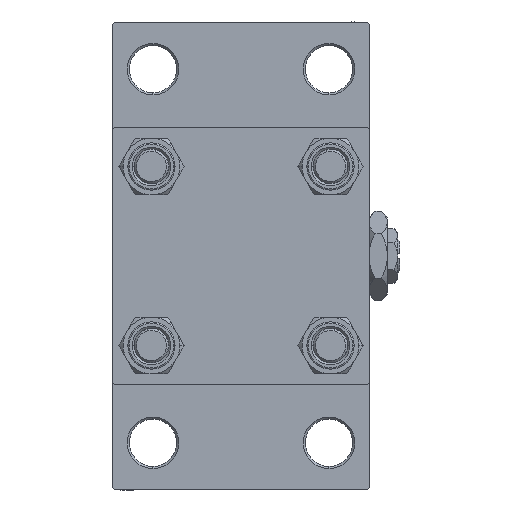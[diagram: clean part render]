
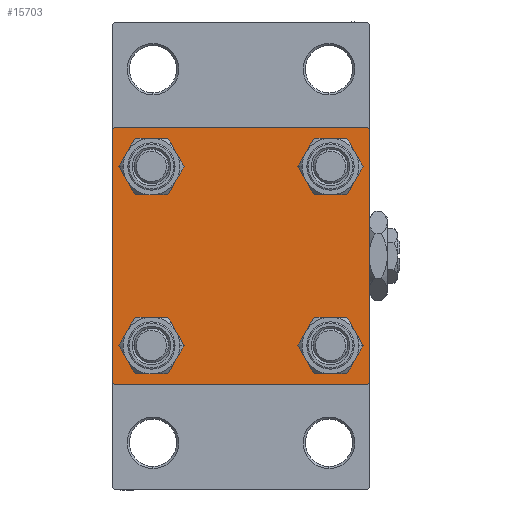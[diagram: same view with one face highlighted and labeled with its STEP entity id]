
A CAD part, left-side view. The second image highlights one B-rep face of the part: STEP entity #15703.
In plain terms, the highlighted planar face has unit normal (-1, 0, 0).
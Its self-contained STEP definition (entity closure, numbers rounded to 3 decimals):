
#31 = ORIENTED_EDGE ( 'NONE', *, *, #28514, .T. ) ;
#931 = CARTESIAN_POINT ( 'NONE',  ( 0., 29.75, -29.75 ) ) ;
#1176 = DIRECTION ( 'NONE',  ( 0., -0.707, -0.707 ) ) ;
#1978 = AXIS2_PLACEMENT_3D ( 'NONE', #20920, #5227, #1990 ) ;
#1990 = DIRECTION ( 'NONE',  ( 0., 0., 1. ) ) ;
#2031 = LINE ( 'NONE', #13503, #36792 ) ;
#2400 = EDGE_CURVE ( 'NONE', #47797, #19276, #2031, .T. ) ;
#2531 = VERTEX_POINT ( 'NONE', #12947 ) ;
#2809 = LINE ( 'NONE', #6303, #39370 ) ;
#3396 = ORIENTED_EDGE ( 'NONE', *, *, #44654, .T. ) ;
#3511 = EDGE_CURVE ( 'NONE', #2531, #11196, #33676, .T. ) ;
#3933 = DIRECTION ( 'NONE',  ( 1., 0., 0. ) ) ;
#4078 = DIRECTION ( 'NONE',  ( 0., 0., 1. ) ) ;
#4324 = ORIENTED_EDGE ( 'NONE', *, *, #3511, .T. ) ;
#4715 = EDGE_CURVE ( 'NONE', #14568, #23653, #45581, .T. ) ;
#4823 = CARTESIAN_POINT ( 'NONE',  ( 0., -20.85, 16.35 ) ) ;
#4932 = VECTOR ( 'NONE', #27403, 1000. ) ;
#5227 = DIRECTION ( 'NONE',  ( -1., 0., 0. ) ) ;
#5717 = VERTEX_POINT ( 'NONE', #35394 ) ;
#5891 = CARTESIAN_POINT ( 'NONE',  ( 0., -29.5, -30. ) ) ;
#6108 = DIRECTION ( 'NONE',  ( 0., 0.707, 0.707 ) ) ;
#6303 = CARTESIAN_POINT ( 'NONE',  ( 0., 30., 30. ) ) ;
#6606 = CARTESIAN_POINT ( 'NONE',  ( 0., -30., 29.5 ) ) ;
#7465 = VERTEX_POINT ( 'NONE', #8678 ) ;
#7555 = CIRCLE ( 'NONE', #10766, 4.5 ) ;
#7570 = DIRECTION ( 'NONE',  ( 1., 0., 0. ) ) ;
#7769 = CARTESIAN_POINT ( 'NONE',  ( 0., 20.85, 20.85 ) ) ;
#7954 = EDGE_CURVE ( 'NONE', #23236, #16413, #46653, .T. ) ;
#8049 = EDGE_CURVE ( 'NONE', #16413, #31745, #2809, .T. ) ;
#8652 = CARTESIAN_POINT ( 'NONE',  ( 0., 30., 30. ) ) ;
#8678 = CARTESIAN_POINT ( 'NONE',  ( 0., 20.85, 16.35 ) ) ;
#9477 = VERTEX_POINT ( 'NONE', #42675 ) ;
#9591 = DIRECTION ( 'NONE',  ( 0., 0., 1. ) ) ;
#9720 = CIRCLE ( 'NONE', #31163, 4.5 ) ;
#9894 = ORIENTED_EDGE ( 'NONE', *, *, #2400, .T. ) ;
#10348 = VERTEX_POINT ( 'NONE', #29863 ) ;
#10540 = DIRECTION ( 'NONE',  ( 0., 0., -1. ) ) ;
#10725 = EDGE_CURVE ( 'NONE', #19276, #10348, #35243, .T. ) ;
#10766 = AXIS2_PLACEMENT_3D ( 'NONE', #21788, #47888, #44134 ) ;
#11180 = CARTESIAN_POINT ( 'NONE',  ( 0., -20.85, 20.85 ) ) ;
#11196 = VERTEX_POINT ( 'NONE', #22895 ) ;
#11505 = CARTESIAN_POINT ( 'NONE',  ( 0., -20.85, 20.85 ) ) ;
#11824 = AXIS2_PLACEMENT_3D ( 'NONE', #44679, #40703, #47683 ) ;
#12148 = CARTESIAN_POINT ( 'NONE',  ( 0., -29.75, -29.75 ) ) ;
#12947 = CARTESIAN_POINT ( 'NONE',  ( 0., 20.85, -25.35 ) ) ;
#13461 = FACE_BOUND ( 'NONE', #40660, .T. ) ;
#13503 = CARTESIAN_POINT ( 'NONE',  ( 0., 30., -30. ) ) ;
#13882 = DIRECTION ( 'NONE',  ( 1., 0., 0. ) ) ;
#14332 = ORIENTED_EDGE ( 'NONE', *, *, #16379, .T. ) ;
#14568 = VERTEX_POINT ( 'NONE', #29419 ) ;
#15479 = LINE ( 'NONE', #46034, #4932 ) ;
#15655 = AXIS2_PLACEMENT_3D ( 'NONE', #7769, #25710, #18724 ) ;
#15703 = ADVANCED_FACE ( 'NONE', ( #29116, #40271, #13461, #32829, #35828 ), #39781, .T. ) ;
#16363 = DIRECTION ( 'NONE',  ( 0., -1., 0. ) ) ;
#16379 = EDGE_CURVE ( 'NONE', #9477, #5717, #7555, .T. ) ;
#16413 = VERTEX_POINT ( 'NONE', #25759 ) ;
#18083 = VECTOR ( 'NONE', #1176, 1000. ) ;
#18724 = DIRECTION ( 'NONE',  ( 0., 0., 1. ) ) ;
#19059 = ORIENTED_EDGE ( 'NONE', *, *, #10725, .T. ) ;
#19276 = VERTEX_POINT ( 'NONE', #5891 ) ;
#20343 = LINE ( 'NONE', #8652, #34776 ) ;
#20555 = CIRCLE ( 'NONE', #11824, 4.5 ) ;
#20653 = ORIENTED_EDGE ( 'NONE', *, *, #4715, .T. ) ;
#20920 = CARTESIAN_POINT ( 'NONE',  ( 0., 0., 0. ) ) ;
#21065 = ORIENTED_EDGE ( 'NONE', *, *, #48427, .T. ) ;
#21299 = CARTESIAN_POINT ( 'NONE',  ( 0., 20.85, 25.35 ) ) ;
#21375 = CIRCLE ( 'NONE', #32470, 4.5 ) ;
#21788 = CARTESIAN_POINT ( 'NONE',  ( 0., -20.85, -20.85 ) ) ;
#21856 = CARTESIAN_POINT ( 'NONE',  ( 0., 29.5, 30. ) ) ;
#22895 = CARTESIAN_POINT ( 'NONE',  ( 0., 20.85, -16.35 ) ) ;
#22926 = CIRCLE ( 'NONE', #23753, 4.5 ) ;
#23187 = DIRECTION ( 'NONE',  ( 1., 0., 0. ) ) ;
#23236 = VERTEX_POINT ( 'NONE', #21856 ) ;
#23653 = VERTEX_POINT ( 'NONE', #4823 ) ;
#23753 = AXIS2_PLACEMENT_3D ( 'NONE', #11180, #3933, #45695 ) ;
#24308 = LINE ( 'NONE', #931, #18083 ) ;
#24459 = EDGE_CURVE ( 'NONE', #31745, #47797, #24308, .T. ) ;
#25265 = CARTESIAN_POINT ( 'NONE',  ( 0., 20.85, -20.85 ) ) ;
#25710 = DIRECTION ( 'NONE',  ( 1., 0., 0. ) ) ;
#25759 = CARTESIAN_POINT ( 'NONE',  ( 0., 30., 29.5 ) ) ;
#25801 = CARTESIAN_POINT ( 'NONE',  ( 0., -20.85, -20.85 ) ) ;
#26155 = ORIENTED_EDGE ( 'NONE', *, *, #41078, .T. ) ;
#26373 = EDGE_LOOP ( 'NONE', ( #3396, #21065 ) ) ;
#26728 = CARTESIAN_POINT ( 'NONE',  ( 0., 20.85, -20.85 ) ) ;
#27403 = DIRECTION ( 'NONE',  ( 0., 0., -1. ) ) ;
#28514 = EDGE_CURVE ( 'NONE', #23653, #14568, #22926, .T. ) ;
#28678 = ORIENTED_EDGE ( 'NONE', *, *, #37647, .F. ) ;
#29116 = FACE_BOUND ( 'NONE', #31645, .T. ) ;
#29419 = CARTESIAN_POINT ( 'NONE',  ( 0., -20.85, 25.35 ) ) ;
#29610 = ORIENTED_EDGE ( 'NONE', *, *, #48457, .T. ) ;
#29863 = CARTESIAN_POINT ( 'NONE',  ( 0., -30., -29.5 ) ) ;
#30558 = CARTESIAN_POINT ( 'NONE',  ( 0., -29.5, 30. ) ) ;
#30622 = VECTOR ( 'NONE', #39198, 1000. ) ;
#30653 = VERTEX_POINT ( 'NONE', #21299 ) ;
#31163 = AXIS2_PLACEMENT_3D ( 'NONE', #26728, #7570, #4078 ) ;
#31645 = EDGE_LOOP ( 'NONE', ( #20653, #31 ) ) ;
#31745 = VERTEX_POINT ( 'NONE', #40179 ) ;
#32470 = AXIS2_PLACEMENT_3D ( 'NONE', #25801, #13882, #48432 ) ;
#32724 = LINE ( 'NONE', #35959, #44913 ) ;
#32829 = FACE_BOUND ( 'NONE', #26373, .T. ) ;
#33158 = VERTEX_POINT ( 'NONE', #30558 ) ;
#33675 = VERTEX_POINT ( 'NONE', #6606 ) ;
#33676 = CIRCLE ( 'NONE', #47949, 4.5 ) ;
#33704 = AXIS2_PLACEMENT_3D ( 'NONE', #11505, #23187, #38817 ) ;
#33873 = ORIENTED_EDGE ( 'NONE', *, *, #46928, .F. ) ;
#33923 = CIRCLE ( 'NONE', #15655, 4.5 ) ;
#34776 = VECTOR ( 'NONE', #16363, 1000. ) ;
#35243 = LINE ( 'NONE', #12148, #30622 ) ;
#35394 = CARTESIAN_POINT ( 'NONE',  ( 0., -20.85, -16.35 ) ) ;
#35721 = CARTESIAN_POINT ( 'NONE',  ( 0., 29.75, 29.75 ) ) ;
#35828 = FACE_OUTER_BOUND ( 'NONE', #41111, .T. ) ;
#35959 = CARTESIAN_POINT ( 'NONE',  ( 0., -29.75, 29.75 ) ) ;
#36232 = VECTOR ( 'NONE', #43399, 1000. ) ;
#36792 = VECTOR ( 'NONE', #44782, 1000. ) ;
#37182 = EDGE_LOOP ( 'NONE', ( #29610, #14332 ) ) ;
#37368 = EDGE_CURVE ( 'NONE', #11196, #2531, #9720, .T. ) ;
#37647 = EDGE_CURVE ( 'NONE', #33675, #10348, #15479, .T. ) ;
#38796 = CARTESIAN_POINT ( 'NONE',  ( 0., 29.5, -30. ) ) ;
#38817 = DIRECTION ( 'NONE',  ( 0., 0., 1. ) ) ;
#39198 = DIRECTION ( 'NONE',  ( 0., -0.707, 0.707 ) ) ;
#39370 = VECTOR ( 'NONE', #10540, 1000. ) ;
#39781 = PLANE ( 'NONE',  #1978 ) ;
#40179 = CARTESIAN_POINT ( 'NONE',  ( 0., 30., -29.5 ) ) ;
#40271 = FACE_BOUND ( 'NONE', #37182, .T. ) ;
#40660 = EDGE_LOOP ( 'NONE', ( #43719, #4324 ) ) ;
#40703 = DIRECTION ( 'NONE',  ( 1., 0., 0. ) ) ;
#41078 = EDGE_CURVE ( 'NONE', #33675, #33158, #32724, .T. ) ;
#41111 = EDGE_LOOP ( 'NONE', ( #48460, #43577, #9894, #19059, #28678, #26155, #33873, #43274 ) ) ;
#42675 = CARTESIAN_POINT ( 'NONE',  ( 0., -20.85, -25.35 ) ) ;
#43140 = DIRECTION ( 'NONE',  ( 1., 0., 0. ) ) ;
#43274 = ORIENTED_EDGE ( 'NONE', *, *, #7954, .T. ) ;
#43399 = DIRECTION ( 'NONE',  ( 0., 0.707, -0.707 ) ) ;
#43577 = ORIENTED_EDGE ( 'NONE', *, *, #24459, .T. ) ;
#43719 = ORIENTED_EDGE ( 'NONE', *, *, #37368, .T. ) ;
#44134 = DIRECTION ( 'NONE',  ( 0., 0., 1. ) ) ;
#44654 = EDGE_CURVE ( 'NONE', #30653, #7465, #33923, .T. ) ;
#44679 = CARTESIAN_POINT ( 'NONE',  ( 0., 20.85, 20.85 ) ) ;
#44782 = DIRECTION ( 'NONE',  ( 0., -1., 0. ) ) ;
#44913 = VECTOR ( 'NONE', #6108, 1000. ) ;
#45581 = CIRCLE ( 'NONE', #33704, 4.5 ) ;
#45695 = DIRECTION ( 'NONE',  ( 0., 0., 1. ) ) ;
#46034 = CARTESIAN_POINT ( 'NONE',  ( 0., -30., 30. ) ) ;
#46653 = LINE ( 'NONE', #35721, #36232 ) ;
#46928 = EDGE_CURVE ( 'NONE', #23236, #33158, #20343, .T. ) ;
#47683 = DIRECTION ( 'NONE',  ( 0., 0., 1. ) ) ;
#47797 = VERTEX_POINT ( 'NONE', #38796 ) ;
#47888 = DIRECTION ( 'NONE',  ( 1., 0., 0. ) ) ;
#47949 = AXIS2_PLACEMENT_3D ( 'NONE', #25265, #43140, #9591 ) ;
#48427 = EDGE_CURVE ( 'NONE', #7465, #30653, #20555, .T. ) ;
#48432 = DIRECTION ( 'NONE',  ( 0., 0., 1. ) ) ;
#48457 = EDGE_CURVE ( 'NONE', #5717, #9477, #21375, .T. ) ;
#48460 = ORIENTED_EDGE ( 'NONE', *, *, #8049, .T. ) ;
